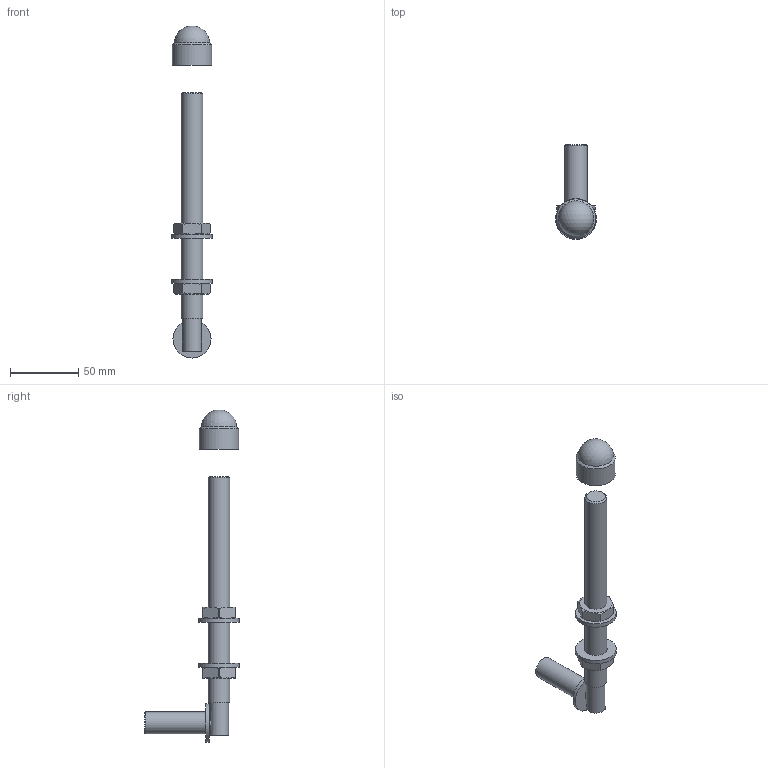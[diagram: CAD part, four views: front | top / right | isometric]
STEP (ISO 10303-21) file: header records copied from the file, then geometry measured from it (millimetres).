
FILE_DESCRIPTION (( 'STEP AP203' ), '1' );
FILE_NAME ('961-16-190.step', '2022-03-22T16:03:14', ( '' ), ( '' ), 'SwSTEP 2.0', 'SolidWorks 2018', '' );
FILE_SCHEMA (( 'CONFIG_CONTROL_DESIGN' ));
Length unit declared in the file: millimetre
Products named in the file (5): 961-1X-XXX Teil1_961-16-190 Teil1; DIN 125 M4-M20_DIN 125 M16; 961-1X-XXX Teil2_961-16-190 Teil2; DIN 936 M8-M24_DIN 936 M16; 961-16-190
Assembly tree (6 placements, depth 2):
  961-16-190
    961-1X-XXX Teil1_961-16-190 Teil1
    961-1X-XXX Teil2_961-16-190 Teil2
    DIN 125 M4-M20_DIN 125 M16  x2
    DIN 936 M8-M24_DIN 936 M16  x2
Bounding box: 30 x 69.7 x 243.9 mm (x, y, z)
Volume: 59872.4 mm3; surface area: 24489.3 mm2
Topology: 6 solids, 6 shells, 351 faces, 890 edges, 582 vertices
Faces by surface type: plane 180, bspline 113, cone 31, cylinder 25, sphere 2
Full cylindrical faces by diameter (mm): 8 x1, 14 x3, 16 x1, 16.2 x1, 17 x2, 24 x1, 28 x1, 29 x1, 30 x2
Entity records: 15544 total; most frequent: CARTESIAN_POINT 8140, ORIENTED_EDGE 1590, DIRECTION 1001, EDGE_CURVE 795, VERTEX_POINT 532, VECTOR 491, LINE 491, EDGE_LOOP 369
